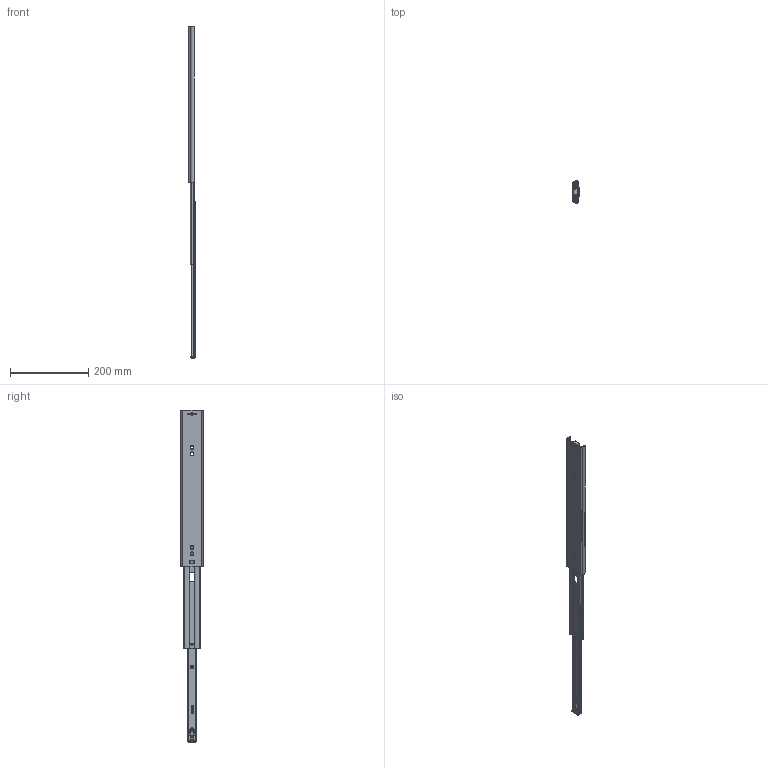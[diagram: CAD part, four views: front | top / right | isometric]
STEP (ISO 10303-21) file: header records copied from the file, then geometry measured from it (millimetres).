
FILE_DESCRIPTION(/* description */ ('Überauszug Serie 037 400x450'),/* implementation_level */ '2;1');
FILE_NAME(/* name */ '07000063003.stp',/* time_stamp */ '2020-06-18T13:02:52+02:00',/* author */ ('Dennis Bruder'),/* organization */ (''),/* preprocessor_version */ 'ST-DEVELOPER v18',/* originating_system */ 'Autodesk Inventor 2020',/* authorisation */ '');
FILE_SCHEMA (('AUTOMOTIVE_DESIGN { 1 0 10303 214 3 1 1 }'));
Products named in the file (1): 07000063003
Bounding box: 17.35 x 57.39 x 850 mm (x, y, z)
Volume: 157203.4 mm3; surface area: 203184.7 mm2
Topology: 58 solids, 58 shells, 2899 faces, 8628 edges, 5748 vertices
Faces by surface type: plane 1375, cylinder 774, cone 362, bspline 175, torus 165, sphere 48
Full cylindrical faces by diameter (mm): 1 x8, 3.5 x2, 4.5 x8, 4.6 x7, 5 x4, 5.9 x3, 6 x4, 8 x6, 8.2 x2
Entity records: 121377 total; most frequent: CARTESIAN_POINT 43364, ORIENTED_EDGE 17060, DIRECTION 14267, EDGE_CURVE 8530, VERTEX_POINT 5748, AXIS2_PLACEMENT_3D 4961, LINE 4345, VECTOR 4345
